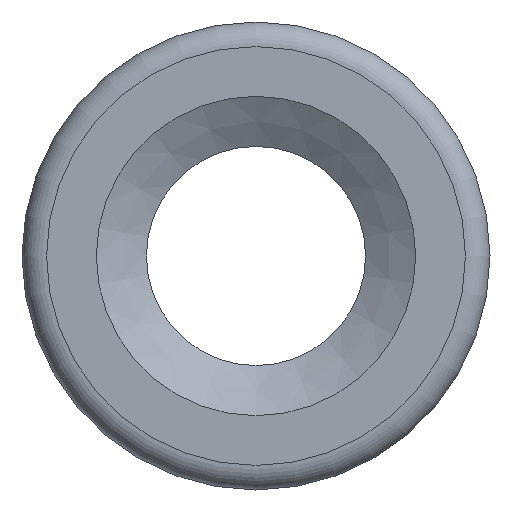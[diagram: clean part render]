
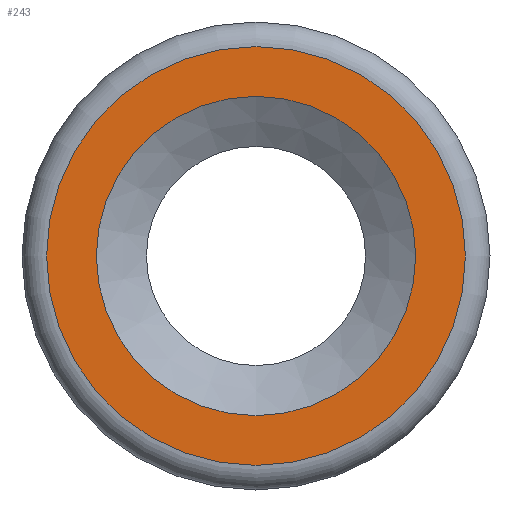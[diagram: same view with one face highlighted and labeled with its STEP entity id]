
A CAD part, left-side view. The second image highlights one B-rep face of the part: STEP entity #243.
In plain terms, the highlighted planar face has unit normal (-1, 0, 0).
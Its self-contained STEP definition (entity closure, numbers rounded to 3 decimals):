
#15=FACE_BOUND('',#55,.T.);
#19=PLANE('',#296);
#38=FACE_OUTER_BOUND('',#54,.T.);
#54=EDGE_LOOP('',(#196));
#55=EDGE_LOOP('',(#197));
#92=CIRCLE('',#288,6.5);
#93=CIRCLE('',#290,8.525);
#118=VERTEX_POINT('',#436);
#119=VERTEX_POINT('',#440);
#143=EDGE_CURVE('',#118,#118,#92,.T.);
#145=EDGE_CURVE('',#119,#119,#93,.T.);
#196=ORIENTED_EDGE('',*,*,#145,.F.);
#197=ORIENTED_EDGE('',*,*,#143,.T.);
#243=ADVANCED_FACE('',(#38,#15),#19,.T.);
#288=AXIS2_PLACEMENT_3D('',#437,#347,#348);
#290=AXIS2_PLACEMENT_3D('',#441,#352,#353);
#296=AXIS2_PLACEMENT_3D('',#451,#365,#366);
#347=DIRECTION('center_axis',(1.,0.,0.));
#348=DIRECTION('ref_axis',(0.,0.,1.));
#352=DIRECTION('center_axis',(1.,0.,0.));
#353=DIRECTION('ref_axis',(0.,-1.,0.));
#365=DIRECTION('center_axis',(-1.,0.,0.));
#366=DIRECTION('ref_axis',(0.,0.,1.));
#436=CARTESIAN_POINT('',(-160.,0.,-6.5));
#437=CARTESIAN_POINT('Origin',(-160.,0.,0.));
#440=CARTESIAN_POINT('',(-160.,0.,-8.525));
#441=CARTESIAN_POINT('Origin',(-160.,0.,0.));
#451=CARTESIAN_POINT('Origin',(-160.,0.,0.));
